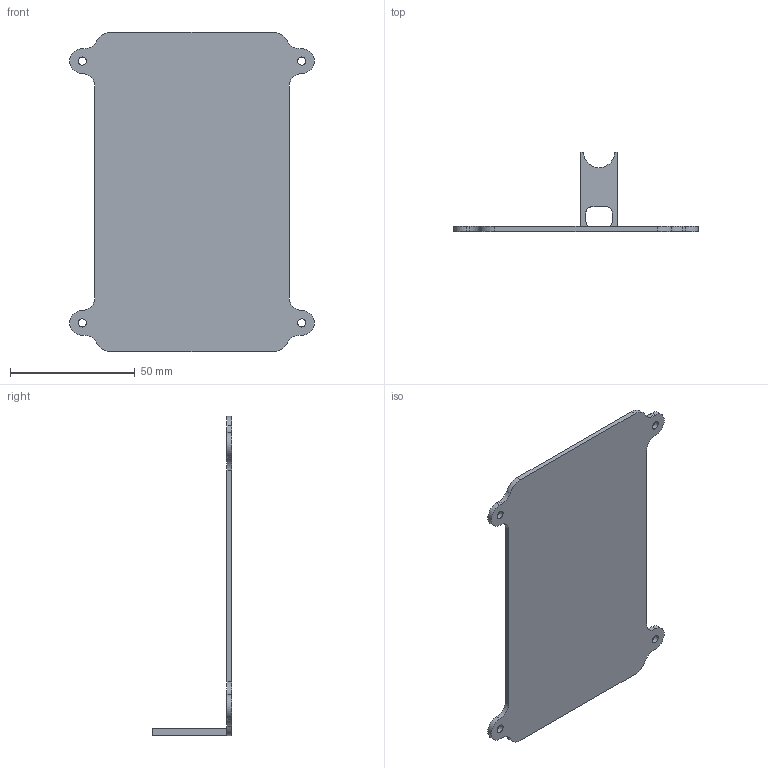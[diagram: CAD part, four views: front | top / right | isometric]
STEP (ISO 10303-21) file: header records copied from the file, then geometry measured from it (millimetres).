
FILE_DESCRIPTION(/* description */ (''),/* implementation_level */ '2;1');
FILE_NAME(/* name */ 'Top_Part1.stp',/* time_stamp */ '2025-05-01T21:02:12-04:00',/* author */ ('chh92'),/* organization */ (''),/* preprocessor_version */ 'ST-DEVELOPER v20',/* originating_system */ 'Autodesk Inventor 2025',/* authorisation */ '');
FILE_SCHEMA (('AUTOMOTIVE_DESIGN { 1 0 10303 214 3 1 1 }'));
Length unit declared in the file: millimetre
Products named in the file (1): Top_Part1
Bounding box: 98 x 32 x 128 mm (x, y, z)
Volume: 21482.4 mm3; surface area: 22475.1 mm2
Topology: 1 solids, 1 shells, 43 faces, 126 edges, 84 vertices
Faces by surface type: cylinder 25, plane 18
Full cylindrical faces by diameter (mm): 3.3 x4
Entity records: 1513 total; most frequent: DIRECTION 264, CARTESIAN_POINT 254, ORIENTED_EDGE 252, EDGE_CURVE 126, AXIS2_PLACEMENT_3D 94, VERTEX_POINT 84, LINE 76, VECTOR 76
